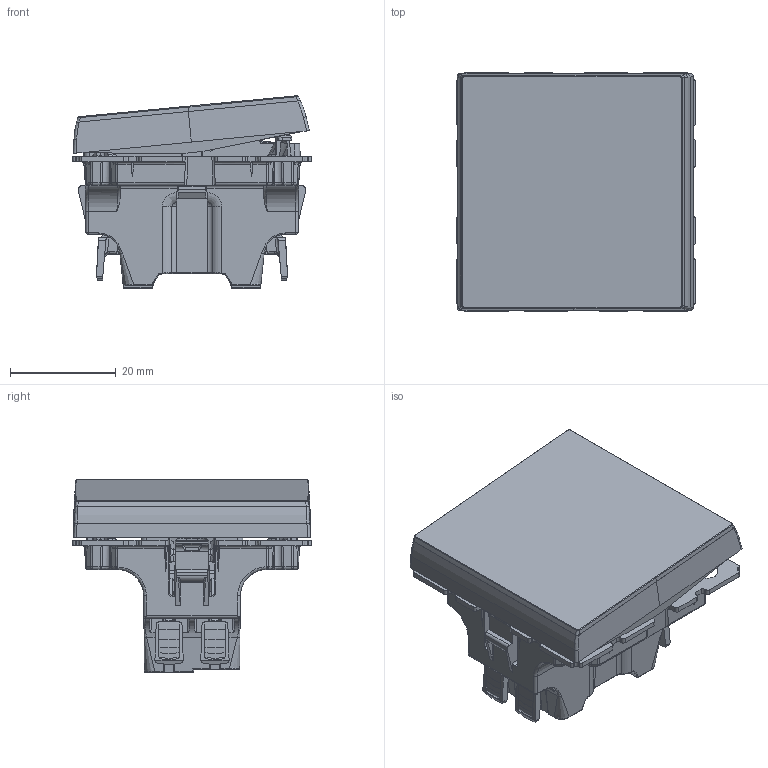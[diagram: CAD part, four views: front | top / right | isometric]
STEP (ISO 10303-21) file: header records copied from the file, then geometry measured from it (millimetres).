
FILE_DESCRIPTION(('CATIA V5 STEP Exchange','CAx-IF Rec.Pracs.--- Model Styling and Organization---1.5--- 2016-08-15','CAx-IF Rec.Pracs.---Supplemental Geometry---1.0---2011-11-01','CAx-IF Rec.Pracs.--- Composite Materials ---1.1---2010-07-15'),'2;1');
FILE_NAME('079111L _AllCATPart.stp','2021-11-16T14:11:09+00:00',('none'),('none'),'CATIA Version 5-6 Release 2020 SP3','CATIA V5 STEP AP214 v2','none');
FILE_SCHEMA(('AUTOMOTIVE_DESIGN { 1 0 10303 214 1 1 1 1 }'));
Products named in the file (1): 079111L _AllCATPart
Bounding box: 45.05 x 45.05 x 36.35 mm (x, y, z)
Volume: 15306.5 mm3; surface area: 28547.1 mm2
Topology: 20 solids, 20 shells, 6157 faces, 17459 edges, 11242 vertices
Faces by surface type: plane 3853, cylinder 1232, bspline 718, cone 206, sphere 100, torus 44, revolution 4
Entity records: 231672 total; most frequent: CARTESIAN_POINT 89268, ORIENTED_EDGE 34688, DIRECTION 20232, EDGE_CURVE 17344, VERTEX_POINT 11242, VECTOR 10290, LINE 10290, EDGE_LOOP 6274
